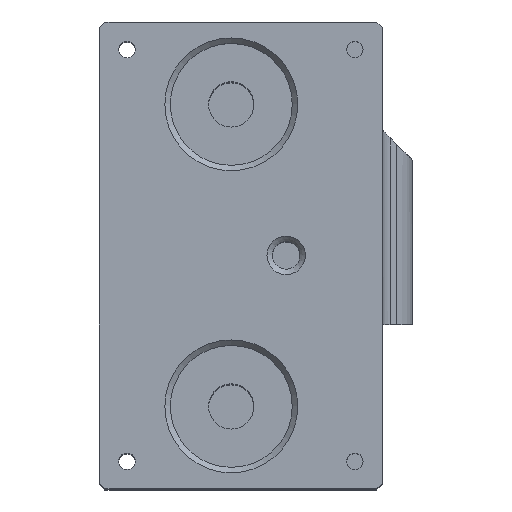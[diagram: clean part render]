
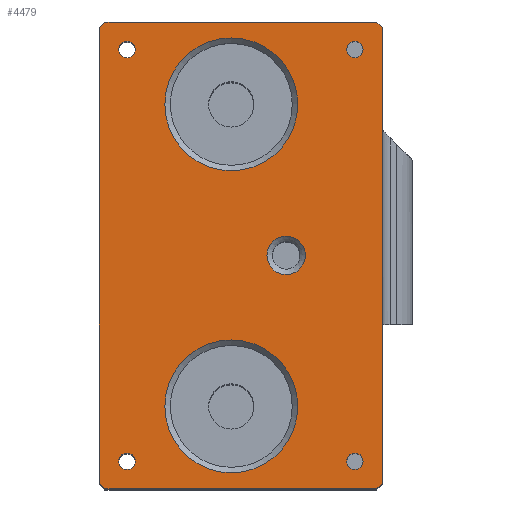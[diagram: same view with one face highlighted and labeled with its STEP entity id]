
A CAD part, top view. The second image highlights one B-rep face of the part: STEP entity #4479.
In plain terms, the highlighted planar face has unit normal (0, 0, 1).
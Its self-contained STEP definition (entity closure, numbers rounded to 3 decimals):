
#3065 = VERTEX_POINT('',#3066);
#3066 = CARTESIAN_POINT('',(27.5,41.5,130.));
#3072 = EDGE_CURVE('',#3065,#3073,#3075,.T.);
#3073 = VERTEX_POINT('',#3074);
#3074 = CARTESIAN_POINT('',(27.5,-41.5,130.));
#3075 = LINE('',#3076,#3077);
#3076 = CARTESIAN_POINT('',(27.5,42.5,130.));
#3077 = VECTOR('',#3078,1.);
#3078 = DIRECTION('',(0.,-1.,0.));
#4461 = EDGE_CURVE('',#3073,#4462,#4464,.T.);
#4462 = VERTEX_POINT('',#4463);
#4463 = CARTESIAN_POINT('',(26.5,-42.5,130.));
#4464 = LINE('',#4465,#4466);
#4465 = CARTESIAN_POINT('',(48.25,-20.75,130.));
#4466 = VECTOR('',#4467,1.);
#4467 = DIRECTION('',(-0.707,-0.707,0.));
#4479 = ADVANCED_FACE('',(#4480,#4491,#4541,#4552,#4563,#4574,#4585,
    #4596),#4607,.F.);
#4480 = FACE_BOUND('',#4481,.F.);
#4481 = EDGE_LOOP('',(#4482));
#4482 = ORIENTED_EDGE('',*,*,#4483,.F.);
#4483 = EDGE_CURVE('',#4484,#4484,#4486,.T.);
#4484 = VERTEX_POINT('',#4485);
#4485 = CARTESIAN_POINT('',(12.1,-27.5,130.));
#4486 = CIRCLE('',#4487,12.1);
#4487 = AXIS2_PLACEMENT_3D('',#4488,#4489,#4490);
#4488 = CARTESIAN_POINT('',(0.,-27.5,130.));
#4489 = DIRECTION('',(0.,0.,-1.));
#4490 = DIRECTION('',(1.,0.,0.));
#4491 = FACE_BOUND('',#4492,.F.);
#4492 = EDGE_LOOP('',(#4493,#4494,#4495,#4503,#4511,#4519,#4527,#4535));
#4493 = ORIENTED_EDGE('',*,*,#3072,.T.);
#4494 = ORIENTED_EDGE('',*,*,#4461,.T.);
#4495 = ORIENTED_EDGE('',*,*,#4496,.T.);
#4496 = EDGE_CURVE('',#4462,#4497,#4499,.T.);
#4497 = VERTEX_POINT('',#4498);
#4498 = CARTESIAN_POINT('',(-23.,-42.5,130.));
#4499 = LINE('',#4500,#4501);
#4500 = CARTESIAN_POINT('',(27.5,-42.5,130.));
#4501 = VECTOR('',#4502,1.);
#4502 = DIRECTION('',(-1.,0.,0.));
#4503 = ORIENTED_EDGE('',*,*,#4504,.T.);
#4504 = EDGE_CURVE('',#4497,#4505,#4507,.T.);
#4505 = VERTEX_POINT('',#4506);
#4506 = CARTESIAN_POINT('',(-24.,-41.5,130.));
#4507 = LINE('',#4508,#4509);
#4508 = CARTESIAN_POINT('',(-31.875,-33.625,130.));
#4509 = VECTOR('',#4510,1.);
#4510 = DIRECTION('',(-0.707,0.707,0.));
#4511 = ORIENTED_EDGE('',*,*,#4512,.F.);
#4512 = EDGE_CURVE('',#4513,#4505,#4515,.T.);
#4513 = VERTEX_POINT('',#4514);
#4514 = CARTESIAN_POINT('',(-24.,41.5,130.));
#4515 = LINE('',#4516,#4517);
#4516 = CARTESIAN_POINT('',(-24.,42.5,130.));
#4517 = VECTOR('',#4518,1.);
#4518 = DIRECTION('',(0.,-1.,0.));
#4519 = ORIENTED_EDGE('',*,*,#4520,.F.);
#4520 = EDGE_CURVE('',#4521,#4513,#4523,.T.);
#4521 = VERTEX_POINT('',#4522);
#4522 = CARTESIAN_POINT('',(-23.,42.5,130.));
#4523 = LINE('',#4524,#4525);
#4524 = CARTESIAN_POINT('',(-10.625,54.875,130.));
#4525 = VECTOR('',#4526,1.);
#4526 = DIRECTION('',(-0.707,-0.707,0.));
#4527 = ORIENTED_EDGE('',*,*,#4528,.F.);
#4528 = EDGE_CURVE('',#4529,#4521,#4531,.T.);
#4529 = VERTEX_POINT('',#4530);
#4530 = CARTESIAN_POINT('',(26.5,42.5,130.));
#4531 = LINE('',#4532,#4533);
#4532 = CARTESIAN_POINT('',(27.5,42.5,130.));
#4533 = VECTOR('',#4534,1.);
#4534 = DIRECTION('',(-1.,0.,0.));
#4535 = ORIENTED_EDGE('',*,*,#4536,.F.);
#4536 = EDGE_CURVE('',#3065,#4529,#4537,.T.);
#4537 = LINE('',#4538,#4539);
#4538 = CARTESIAN_POINT('',(27.,42.,130.));
#4539 = VECTOR('',#4540,1.);
#4540 = DIRECTION('',(-0.707,0.707,0.));
#4541 = FACE_BOUND('',#4542,.F.);
#4542 = EDGE_LOOP('',(#4543));
#4543 = ORIENTED_EDGE('',*,*,#4544,.T.);
#4544 = EDGE_CURVE('',#4545,#4545,#4547,.T.);
#4545 = VERTEX_POINT('',#4546);
#4546 = CARTESIAN_POINT('',(24.,-37.5,130.));
#4547 = CIRCLE('',#4548,1.5);
#4548 = AXIS2_PLACEMENT_3D('',#4549,#4550,#4551);
#4549 = CARTESIAN_POINT('',(22.5,-37.5,130.));
#4550 = DIRECTION('',(0.,0.,1.));
#4551 = DIRECTION('',(1.,0.,0.));
#4552 = FACE_BOUND('',#4553,.F.);
#4553 = EDGE_LOOP('',(#4554));
#4554 = ORIENTED_EDGE('',*,*,#4555,.T.);
#4555 = EDGE_CURVE('',#4556,#4556,#4558,.T.);
#4556 = VERTEX_POINT('',#4557);
#4557 = CARTESIAN_POINT('',(-17.5,-37.5,130.));
#4558 = CIRCLE('',#4559,1.5);
#4559 = AXIS2_PLACEMENT_3D('',#4560,#4561,#4562);
#4560 = CARTESIAN_POINT('',(-19.,-37.5,130.));
#4561 = DIRECTION('',(0.,0.,1.));
#4562 = DIRECTION('',(1.,0.,0.));
#4563 = FACE_BOUND('',#4564,.F.);
#4564 = EDGE_LOOP('',(#4565));
#4565 = ORIENTED_EDGE('',*,*,#4566,.T.);
#4566 = EDGE_CURVE('',#4567,#4567,#4569,.T.);
#4567 = VERTEX_POINT('',#4568);
#4568 = CARTESIAN_POINT('',(24.,37.5,130.));
#4569 = CIRCLE('',#4570,1.5);
#4570 = AXIS2_PLACEMENT_3D('',#4571,#4572,#4573);
#4571 = CARTESIAN_POINT('',(22.5,37.5,130.));
#4572 = DIRECTION('',(0.,0.,1.));
#4573 = DIRECTION('',(1.,0.,0.));
#4574 = FACE_BOUND('',#4575,.F.);
#4575 = EDGE_LOOP('',(#4576));
#4576 = ORIENTED_EDGE('',*,*,#4577,.T.);
#4577 = EDGE_CURVE('',#4578,#4578,#4580,.T.);
#4578 = VERTEX_POINT('',#4579);
#4579 = CARTESIAN_POINT('',(-17.5,37.5,130.));
#4580 = CIRCLE('',#4581,1.5);
#4581 = AXIS2_PLACEMENT_3D('',#4582,#4583,#4584);
#4582 = CARTESIAN_POINT('',(-19.,37.5,130.));
#4583 = DIRECTION('',(0.,0.,1.));
#4584 = DIRECTION('',(1.,0.,0.));
#4585 = FACE_BOUND('',#4586,.F.);
#4586 = EDGE_LOOP('',(#4587));
#4587 = ORIENTED_EDGE('',*,*,#4588,.F.);
#4588 = EDGE_CURVE('',#4589,#4589,#4591,.T.);
#4589 = VERTEX_POINT('',#4590);
#4590 = CARTESIAN_POINT('',(12.1,27.5,130.));
#4591 = CIRCLE('',#4592,12.1);
#4592 = AXIS2_PLACEMENT_3D('',#4593,#4594,#4595);
#4593 = CARTESIAN_POINT('',(0.,27.5,130.));
#4594 = DIRECTION('',(0.,0.,-1.));
#4595 = DIRECTION('',(1.,0.,0.));
#4596 = FACE_BOUND('',#4597,.F.);
#4597 = EDGE_LOOP('',(#4598));
#4598 = ORIENTED_EDGE('',*,*,#4599,.T.);
#4599 = EDGE_CURVE('',#4600,#4600,#4602,.T.);
#4600 = VERTEX_POINT('',#4601);
#4601 = CARTESIAN_POINT('',(13.5,0.,130.));
#4602 = CIRCLE('',#4603,3.5);
#4603 = AXIS2_PLACEMENT_3D('',#4604,#4605,#4606);
#4604 = CARTESIAN_POINT('',(10.,0.,130.));
#4605 = DIRECTION('',(0.,0.,1.));
#4606 = DIRECTION('',(1.,0.,0.));
#4607 = PLANE('',#4608);
#4608 = AXIS2_PLACEMENT_3D('',#4609,#4610,#4611);
#4609 = CARTESIAN_POINT('',(27.5,42.5,130.));
#4610 = DIRECTION('',(0.,0.,-1.));
#4611 = DIRECTION('',(-1.,0.,0.));
